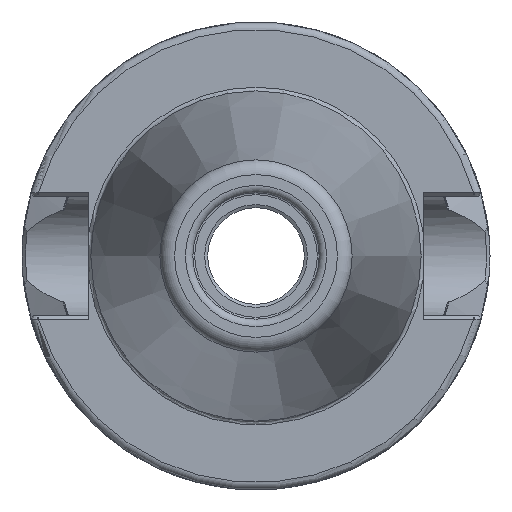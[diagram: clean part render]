
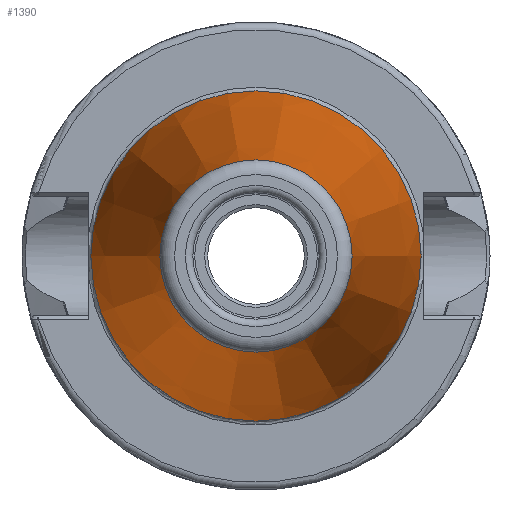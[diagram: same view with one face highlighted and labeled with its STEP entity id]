
A CAD part, left-side view. The second image highlights one B-rep face of the part: STEP entity #1390.
In plain terms, the highlighted conical face has half-angle 8.297 degrees and reference radius 17.581 mm.
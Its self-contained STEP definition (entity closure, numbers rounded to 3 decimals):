
#134=CONICAL_SURFACE('',#1560,17.581,0.145);
#203=FACE_OUTER_BOUND('',#285,.T.);
#285=EDGE_LOOP('',(#1267,#1268,#1269,#1270,#1271,#1272,#1273));
#358=LINE('',#3047,#425);
#425=VECTOR('',#1932,17.581);
#508=CIRCLE('',#1556,12.937);
#509=CIRCLE('',#1557,12.937);
#510=CIRCLE('',#1558,12.937);
#512=CIRCLE('',#1561,22.225);
#513=CIRCLE('',#1562,22.225);
#660=VERTEX_POINT('',#3035);
#661=VERTEX_POINT('',#3036);
#662=VERTEX_POINT('',#3038);
#663=VERTEX_POINT('',#3043);
#664=VERTEX_POINT('',#3044);
#866=EDGE_CURVE('',#660,#661,#508,.T.);
#867=EDGE_CURVE('',#662,#660,#509,.T.);
#868=EDGE_CURVE('',#661,#662,#510,.T.);
#870=EDGE_CURVE('',#663,#664,#512,.T.);
#871=EDGE_CURVE('',#664,#663,#513,.T.);
#872=EDGE_CURVE('',#664,#662,#358,.T.);
#1267=ORIENTED_EDGE('',*,*,#870,.F.);
#1268=ORIENTED_EDGE('',*,*,#871,.F.);
#1269=ORIENTED_EDGE('',*,*,#872,.T.);
#1270=ORIENTED_EDGE('',*,*,#867,.T.);
#1271=ORIENTED_EDGE('',*,*,#866,.T.);
#1272=ORIENTED_EDGE('',*,*,#868,.T.);
#1273=ORIENTED_EDGE('',*,*,#872,.F.);
#1390=ADVANCED_FACE('',(#203),#134,.T.);
#1556=AXIS2_PLACEMENT_3D('',#3037,#1918,#1919);
#1557=AXIS2_PLACEMENT_3D('',#3039,#1920,#1921);
#1558=AXIS2_PLACEMENT_3D('',#3040,#1922,#1923);
#1560=AXIS2_PLACEMENT_3D('',#3042,#1926,#1927);
#1561=AXIS2_PLACEMENT_3D('',#3045,#1928,#1929);
#1562=AXIS2_PLACEMENT_3D('',#3046,#1930,#1931);
#1918=DIRECTION('center_axis',(1.,0.,0.));
#1919=DIRECTION('ref_axis',(0.,0.,-1.));
#1920=DIRECTION('center_axis',(1.,0.,0.));
#1921=DIRECTION('ref_axis',(0.,0.,-1.));
#1922=DIRECTION('center_axis',(1.,0.,0.));
#1923=DIRECTION('ref_axis',(0.,0.,-1.));
#1926=DIRECTION('center_axis',(1.,0.,0.));
#1927=DIRECTION('ref_axis',(0.,1.,0.));
#1928=DIRECTION('center_axis',(1.,0.,0.));
#1929=DIRECTION('ref_axis',(0.,0.,-1.));
#1930=DIRECTION('center_axis',(1.,0.,0.));
#1931=DIRECTION('ref_axis',(0.,0.,-1.));
#1932=DIRECTION('',(-0.99,0.144,0.));
#3035=CARTESIAN_POINT('',(-63.689,12.937,0.));
#3036=CARTESIAN_POINT('',(-63.689,0.,12.937));
#3037=CARTESIAN_POINT('Origin',(-63.689,0.,
0.));
#3038=CARTESIAN_POINT('',(-63.689,-12.937,0.));
#3039=CARTESIAN_POINT('Origin',(-63.689,0.,
0.));
#3040=CARTESIAN_POINT('Origin',(-63.689,0.,
0.));
#3042=CARTESIAN_POINT('Origin',(-31.844,0.,
0.));
#3043=CARTESIAN_POINT('',(0.,22.225,0.));
#3044=CARTESIAN_POINT('',(0.,-22.225,0.));
#3045=CARTESIAN_POINT('Origin',(0.,0.,
0.));
#3046=CARTESIAN_POINT('Origin',(0.,0.,
0.));
#3047=CARTESIAN_POINT('',(-31.844,-17.581,0.));
